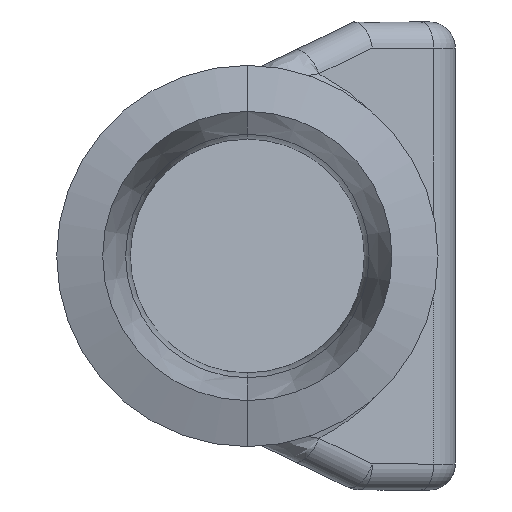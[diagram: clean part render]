
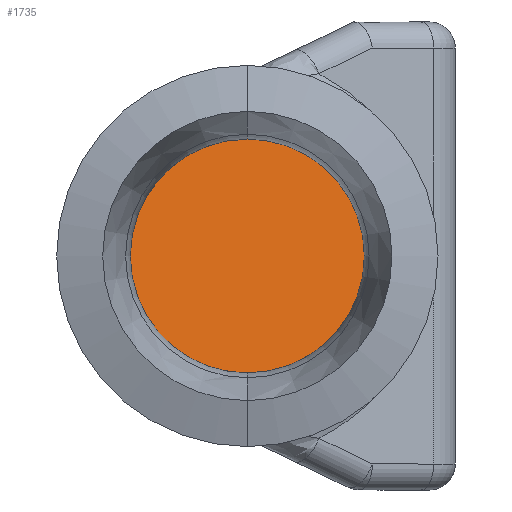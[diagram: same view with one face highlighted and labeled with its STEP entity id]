
A CAD part, left-side view. The second image highlights one B-rep face of the part: STEP entity #1735.
In plain terms, the highlighted planar face has unit normal (-0.866, -0.5, 0).
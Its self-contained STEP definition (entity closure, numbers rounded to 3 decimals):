
#4 = CARTESIAN_POINT ( 'NONE',  ( 107.113, -13.5, 6.75 ) ) ;
#36 = PLANE ( 'NONE',  #1209 ) ;
#134 = DIRECTION ( 'NONE',  ( -0.866, -0.5, 0. ) ) ;
#236 = VERTEX_POINT ( 'NONE', #334 ) ;
#283 = CARTESIAN_POINT ( 'NONE',  ( 99.319, 0., 6.75 ) ) ;
#321 = CARTESIAN_POINT ( 'NONE',  ( 91.525, 13.5, 6.75 ) ) ;
#334 = CARTESIAN_POINT ( 'NONE',  ( 99.319, 0., -6.75 ) ) ;
#399 = ORIENTED_EDGE ( 'NONE', *, *, #1844, .T. ) ;
#410 = ORIENTED_EDGE ( 'NONE', *, *, #1779, .T. ) ;
#585 = VERTEX_POINT ( 'NONE', #283 ) ;
#713 = DIRECTION ( 'NONE',  ( 0.5, -0.866, 0. ) ) ;
#721 = CARTESIAN_POINT ( 'NONE',  ( 107.113, -13.5, -6.75 ) ) ;
#839 =( BOUNDED_CURVE ( )  B_SPLINE_CURVE ( 3, ( #1255, #321, #843, #969 ),
 .UNSPECIFIED., .F., .T. ) 
 B_SPLINE_CURVE_WITH_KNOTS ( ( 4, 4 ),
 ( 4.712, 7.854 ),
 .UNSPECIFIED. ) 
 CURVE ( )  GEOMETRIC_REPRESENTATION_ITEM ( )  RATIONAL_B_SPLINE_CURVE ( ( 1., 0.333, 0.333, 1. ) ) 
 REPRESENTATION_ITEM ( '' )  );
#843 = CARTESIAN_POINT ( 'NONE',  ( 91.525, 13.5, -6.75 ) ) ;
#852 = CARTESIAN_POINT ( 'NONE',  ( 99.319, 0., -6.75 ) ) ;
#969 = CARTESIAN_POINT ( 'NONE',  ( 99.319, 0., -6.75 ) ) ;
#1003 = CARTESIAN_POINT ( 'NONE',  ( 105.814, -11.25, -39.722 ) ) ;
#1209 = AXIS2_PLACEMENT_3D ( 'NONE', #1003, #134, #713 ) ;
#1218 = EDGE_LOOP ( 'NONE', ( #410, #399 ) ) ;
#1255 = CARTESIAN_POINT ( 'NONE',  ( 99.319, 0., 6.75 ) ) ;
#1423 = CARTESIAN_POINT ( 'NONE',  ( 99.319, 0., 6.75 ) ) ;
#1546 = FACE_OUTER_BOUND ( 'NONE', #1218, .T. ) ;
#1735 = ADVANCED_FACE ( 'NONE', ( #1546 ), #36, .T. ) ;
#1779 = EDGE_CURVE ( 'NONE', #585, #236, #839, .T. ) ;
#1844 = EDGE_CURVE ( 'NONE', #236, #585, #1852, .T. ) ;
#1852 =( BOUNDED_CURVE ( )  B_SPLINE_CURVE ( 3, ( #852, #721, #4, #1423 ),
 .UNSPECIFIED., .F., .F. ) 
 B_SPLINE_CURVE_WITH_KNOTS ( ( 4, 4 ),
 ( 1.571, 4.712 ),
 .UNSPECIFIED. ) 
 CURVE ( )  GEOMETRIC_REPRESENTATION_ITEM ( )  RATIONAL_B_SPLINE_CURVE ( ( 1., 0.333, 0.333, 1. ) ) 
 REPRESENTATION_ITEM ( '' )  );
